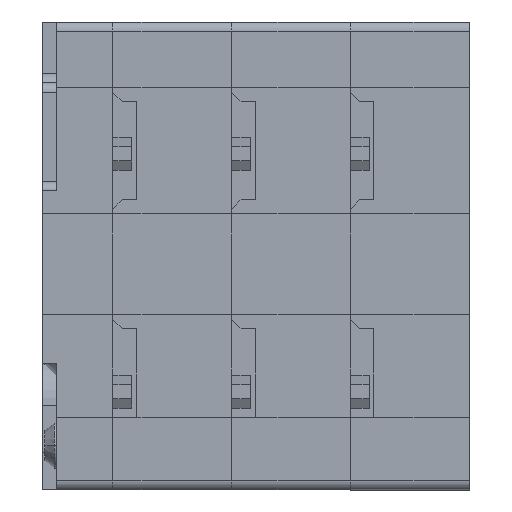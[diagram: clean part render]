
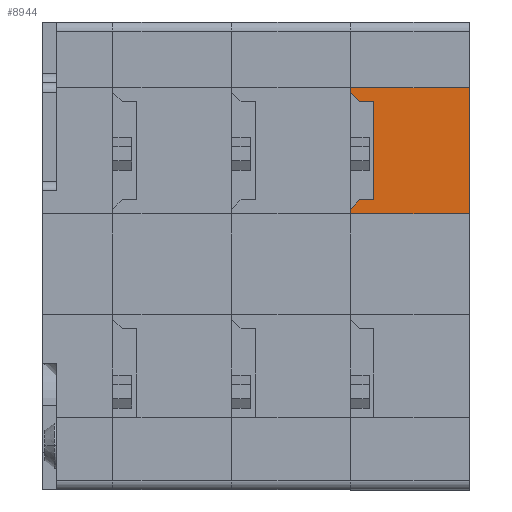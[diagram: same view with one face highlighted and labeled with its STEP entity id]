
A CAD part, front view. The second image highlights one B-rep face of the part: STEP entity #8944.
In plain terms, the highlighted planar face has unit normal (0, -1, 0).
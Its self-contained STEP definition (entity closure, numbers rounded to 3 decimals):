
#56 = LINE ( 'NONE', #6853, #977 ) ;
#243 = CARTESIAN_POINT ( 'NONE',  ( 8.3, 0.3, 2.34 ) ) ;
#522 = CARTESIAN_POINT ( 'NONE',  ( 8.6, 0.3, 3.74 ) ) ;
#595 = CARTESIAN_POINT ( 'NONE',  ( 6.2, 0.3, 2.04 ) ) ;
#600 = CARTESIAN_POINT ( 'NONE',  ( 8.5, 0.3, 2.54 ) ) ;
#835 = CARTESIAN_POINT ( 'NONE',  ( 8.5, 0.3, 2.54 ) ) ;
#857 = EDGE_CURVE ( 'NONE', #9758, #4432, #1229, .T. ) ;
#977 = VECTOR ( 'NONE', #9624, 1000. ) ;
#1003 = PLANE ( 'NONE',  #5359 ) ;
#1062 = VERTEX_POINT ( 'NONE', #835 ) ;
#1229 = LINE ( 'NONE', #243, #4948 ) ;
#1522 = DIRECTION ( 'NONE',  ( 0., 0., -1. ) ) ;
#1685 = CARTESIAN_POINT ( 'NONE',  ( 5.9, 0.3, 2.54 ) ) ;
#1785 = EDGE_CURVE ( 'NONE', #5027, #11877, #5231, .T. ) ;
#1900 = CARTESIAN_POINT ( 'NONE',  ( 5.9, 0.3, 2.54 ) ) ;
#2052 = ORIENTED_EDGE ( 'NONE', *, *, #10541, .T. ) ;
#2320 = DIRECTION ( 'NONE',  ( 0., 0., -1. ) ) ;
#2354 = ORIENTED_EDGE ( 'NONE', *, *, #7812, .T. ) ;
#2435 = ORIENTED_EDGE ( 'NONE', *, *, #1785, .T. ) ;
#2506 = DIRECTION ( 'NONE',  ( 0., 0., -1. ) ) ;
#2718 = CARTESIAN_POINT ( 'NONE',  ( 6., 0.3, 2.54 ) ) ;
#2815 = EDGE_CURVE ( 'NONE', #6679, #5027, #10546, .T. ) ;
#2831 = LINE ( 'NONE', #4634, #2835 ) ;
#2835 = VECTOR ( 'NONE', #11072, 1000. ) ;
#3194 = VERTEX_POINT ( 'NONE', #5008 ) ;
#3428 = EDGE_CURVE ( 'NONE', #3194, #3568, #5041, .T. ) ;
#3568 = VERTEX_POINT ( 'NONE', #11911 ) ;
#3583 = VERTEX_POINT ( 'NONE', #12156 ) ;
#3656 = CARTESIAN_POINT ( 'NONE',  ( 5.9, 0.3, 2.54 ) ) ;
#4220 = DIRECTION ( 'NONE',  ( 0., 0., -1. ) ) ;
#4229 = LINE ( 'NONE', #600, #9944 ) ;
#4382 = EDGE_CURVE ( 'NONE', #3194, #1062, #6506, .T. ) ;
#4405 = DIRECTION ( 'NONE',  ( 0., -1., 0. ) ) ;
#4432 = VERTEX_POINT ( 'NONE', #9173 ) ;
#4457 = DIRECTION ( 'NONE',  ( 1., 0., 0. ) ) ;
#4504 = CARTESIAN_POINT ( 'NONE',  ( 5.9, 0.3, 0. ) ) ;
#4555 = LINE ( 'NONE', #10209, #8232 ) ;
#4634 = CARTESIAN_POINT ( 'NONE',  ( 8.6, 0.3, 0. ) ) ;
#4664 = ORIENTED_EDGE ( 'NONE', *, *, #2815, .T. ) ;
#4691 = ORIENTED_EDGE ( 'NONE', *, *, #5794, .F. ) ;
#4790 = LINE ( 'NONE', #6709, #6944 ) ;
#4948 = VECTOR ( 'NONE', #4220, 1000. ) ;
#5008 = CARTESIAN_POINT ( 'NONE',  ( 8.6, 0.3, 2.54 ) ) ;
#5027 = VERTEX_POINT ( 'NONE', #1900 ) ;
#5041 = LINE ( 'NONE', #522, #9777 ) ;
#5231 = LINE ( 'NONE', #10935, #8552 ) ;
#5359 = AXIS2_PLACEMENT_3D ( 'NONE', #3656, #4405, #8214 ) ;
#5794 = EDGE_CURVE ( 'NONE', #3583, #8871, #4555, .T. ) ;
#6506 = LINE ( 'NONE', #1685, #8838 ) ;
#6679 = VERTEX_POINT ( 'NONE', #2718 ) ;
#6709 = CARTESIAN_POINT ( 'NONE',  ( 6.2, 0.3, 2.04 ) ) ;
#6853 = CARTESIAN_POINT ( 'NONE',  ( 6.2, 0.3, 2.34 ) ) ;
#6938 = ORIENTED_EDGE ( 'NONE', *, *, #857, .T. ) ;
#6944 = VECTOR ( 'NONE', #4457, 1000. ) ;
#7345 = FACE_OUTER_BOUND ( 'NONE', #11579, .T. ) ;
#7473 = CARTESIAN_POINT ( 'NONE',  ( 8.3, 0.3, 2.34 ) ) ;
#7639 = DIRECTION ( 'NONE',  ( -1., 0., 0. ) ) ;
#7812 = EDGE_CURVE ( 'NONE', #3583, #6679, #56, .T. ) ;
#8066 = ORIENTED_EDGE ( 'NONE', *, *, #9865, .F. ) ;
#8214 = DIRECTION ( 'NONE',  ( 1., 0., 0. ) ) ;
#8232 = VECTOR ( 'NONE', #1522, 1000. ) ;
#8552 = VECTOR ( 'NONE', #2506, 1000. ) ;
#8838 = VECTOR ( 'NONE', #9049, 1000. ) ;
#8871 = VERTEX_POINT ( 'NONE', #595 ) ;
#8944 = ADVANCED_FACE ( 'NONE', ( #7345 ), #1003, .T. ) ;
#8946 = EDGE_CURVE ( 'NONE', #8871, #4432, #4790, .T. ) ;
#9049 = DIRECTION ( 'NONE',  ( -1., 0., 0. ) ) ;
#9173 = CARTESIAN_POINT ( 'NONE',  ( 8.3, 0.3, 2.04 ) ) ;
#9624 = DIRECTION ( 'NONE',  ( -0.707, 0., 0.707 ) ) ;
#9758 = VERTEX_POINT ( 'NONE', #7473 ) ;
#9777 = VECTOR ( 'NONE', #2320, 1000. ) ;
#9865 = EDGE_CURVE ( 'NONE', #3568, #11877, #2831, .T. ) ;
#9933 = VECTOR ( 'NONE', #7639, 1000. ) ;
#9944 = VECTOR ( 'NONE', #10901, 1000. ) ;
#10209 = CARTESIAN_POINT ( 'NONE',  ( 6.2, 0.3, 2.34 ) ) ;
#10294 = ORIENTED_EDGE ( 'NONE', *, *, #8946, .F. ) ;
#10425 = ORIENTED_EDGE ( 'NONE', *, *, #4382, .T. ) ;
#10541 = EDGE_CURVE ( 'NONE', #1062, #9758, #4229, .T. ) ;
#10546 = LINE ( 'NONE', #11419, #9933 ) ;
#10806 = ORIENTED_EDGE ( 'NONE', *, *, #3428, .F. ) ;
#10901 = DIRECTION ( 'NONE',  ( -0.707, 0., -0.707 ) ) ;
#10935 = CARTESIAN_POINT ( 'NONE',  ( 5.9, 0.3, 4.04 ) ) ;
#11072 = DIRECTION ( 'NONE',  ( -1., 0., 0. ) ) ;
#11419 = CARTESIAN_POINT ( 'NONE',  ( 5.9, 0.3, 2.54 ) ) ;
#11579 = EDGE_LOOP ( 'NONE', ( #10806, #10425, #2052, #6938, #10294, #4691, #2354, #4664, #2435, #8066 ) ) ;
#11877 = VERTEX_POINT ( 'NONE', #4504 ) ;
#11911 = CARTESIAN_POINT ( 'NONE',  ( 8.6, 0.3, 0. ) ) ;
#12156 = CARTESIAN_POINT ( 'NONE',  ( 6.2, 0.3, 2.34 ) ) ;
